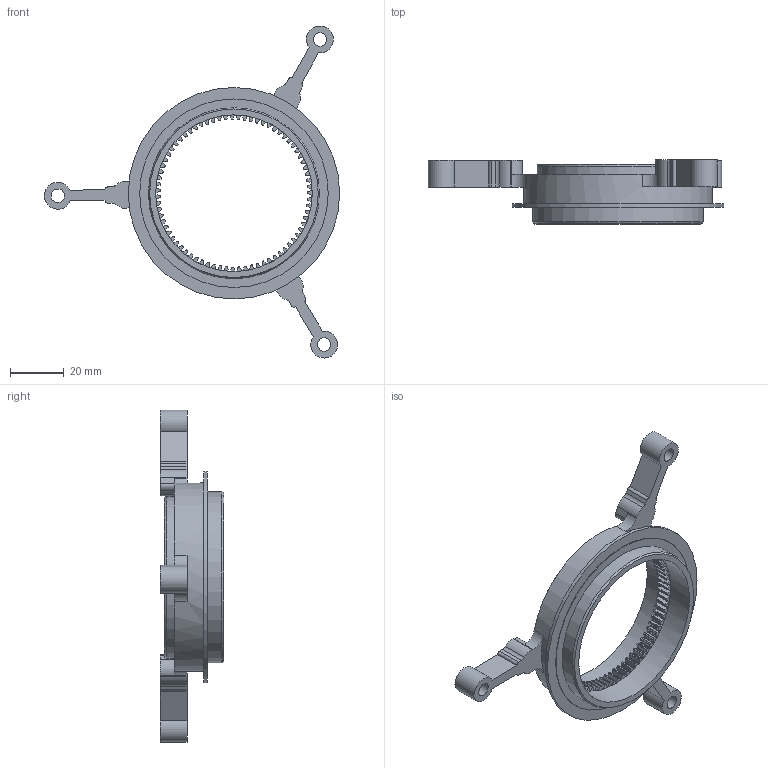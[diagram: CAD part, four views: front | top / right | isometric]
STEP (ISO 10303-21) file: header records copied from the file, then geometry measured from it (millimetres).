
FILE_DESCRIPTION(/* description */ ('','CAx-IF Rec.Pracs.---Representation and Presentation of Product Manufacturing Information (PMI)---4.0---2014-10-13'),/* implementation_level */ '2;1');
FILE_NAME(/* name */ '(Non enregistr).step',/* time_stamp */ '2025-02-05T11:55:52+01:00',/* author */ (''),/* organization */ (''),/* preprocessor_version */ 'ST-DEVELOPER v20',/* originating_system */ 'Autodesk Translation Framework v13.20.0.188',/* authorisation */ '');
FILE_SCHEMA (('AP242_MANAGED_MODEL_BASED_3D_ENGINEERING_MIM_LF { 1 0 10303 442 1 1 4 }'));
Length unit declared in the file: millimetre
Products named in the file (1): (Non enregistré)
Bounding box: 109.64 x 23.7 x 123.26 mm (x, y, z)
Volume: 23460 mm3; surface area: 22398.7 mm2
Topology: 1 solids, 4 shells, 755 faces, 2136 edges, 1425 vertices
Faces by surface type: cylinder 535, bspline 150, plane 68, cone 2
Full cylindrical faces by diameter (mm): 3 x3, 3.5 x36, 5 x3, 58.2 x2, 60 x1, 63.5 x1, 70 x2, 78.5 x1
Entity records: 26680 total; most frequent: CARTESIAN_POINT 6990, ORIENTED_EDGE 4263, DIRECTION 4116, EDGE_CURVE 2136, AXIS2_PLACEMENT_3D 1683, VERTEX_POINT 1425, CIRCLE 1077, EDGE_LOOP 805
